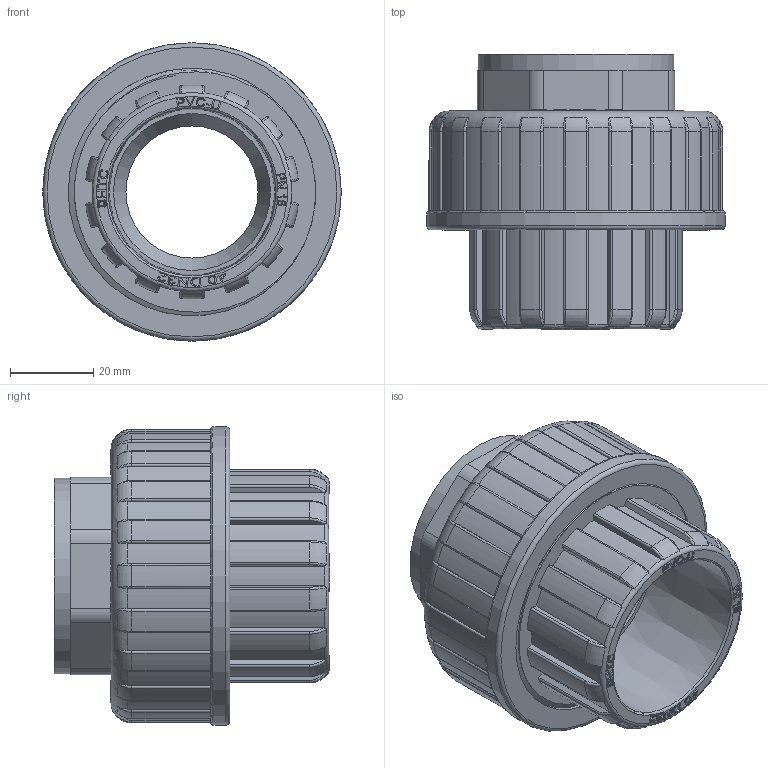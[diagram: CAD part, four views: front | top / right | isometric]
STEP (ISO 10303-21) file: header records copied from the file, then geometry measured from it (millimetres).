
FILE_DESCRIPTION(/* description */ (''),/* implementation_level */ '2;1');
FILE_NAME(/* name */ '40铜制内螺纹.stp',/* time_stamp */ '2025-04-28T10:04:36+08:00',/* author */ (''),/* organization */ (''),/* preprocessor_version */ 'ST-DEVELOPER v16',/* originating_system */ 'SIEMENS PLM Software NX 10.0',/* authorisation */ '');
FILE_SCHEMA (('AUTOMOTIVE_DESIGN { 1 0 10303 214 3 1 1 1 }'));
Length unit declared in the file: millimetre
Products named in the file (1): gelv1FDCC71Dejnb
Bounding box: 71.8 x 66.35 x 71.8 mm (x, y, z)
Volume: 43999.2 mm3; surface area: 48821 mm2
Topology: 1 solids, 3 shells, 883 faces, 2370 edges, 1536 vertices
Faces by surface type: plane 356, extrusion 216, cylinder 193, bspline 77, torus 39, cone 2
Full cylindrical faces by diameter (mm): 1.087 x1, 1.464 x1, 1.826 x1, 2.702 x1, 31.8 x1, 33.8 x1, 40 x1, 41.91 x8, 47.1 x1, 50 x1, 51.8 x1, 52 x1, 56 x1, 56.656 x7, 59.614 x8, 71.8 x1
Entity records: 40216 total; most frequent: CARTESIAN_POINT 21040, ORIENTED_EDGE 4526, DIRECTION 2916, EDGE_CURVE 2263, VERTEX_POINT 1478, B_SPLINE_CURVE_WITH_KNOTS 1332, AXIS2_PLACEMENT_3D 984, VECTOR 948
